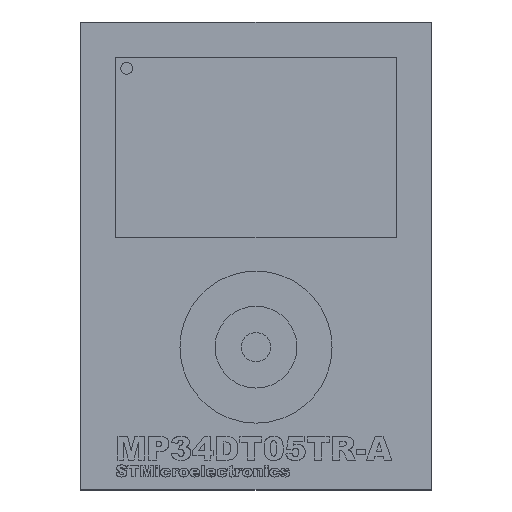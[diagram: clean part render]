
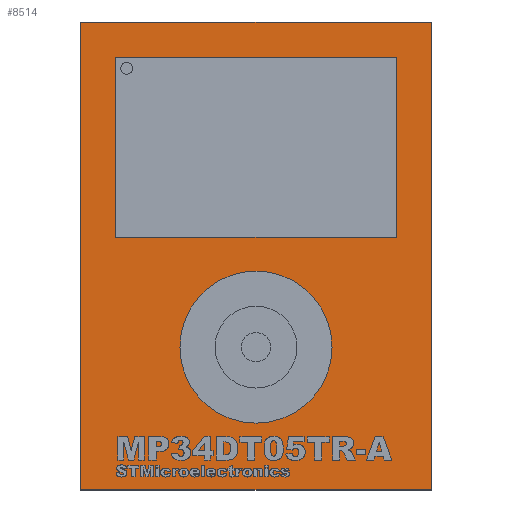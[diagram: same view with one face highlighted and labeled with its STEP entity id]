
A CAD part, top view. The second image highlights one B-rep face of the part: STEP entity #8514.
In plain terms, the highlighted planar face has unit normal (0, 0, 1).
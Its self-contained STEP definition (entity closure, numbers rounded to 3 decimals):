
#595=LINE('',#10961,#1423);
#599=LINE('',#10969,#1427);
#602=LINE('',#10975,#1430);
#605=LINE('',#10980,#1433);
#607=LINE('',#10997,#1435);
#608=LINE('',#10999,#1436);
#609=LINE('',#11001,#1437);
#610=LINE('',#11002,#1438);
#1423=VECTOR('',#9469,10.);
#1427=VECTOR('',#9475,10.);
#1430=VECTOR('',#9480,10.);
#1433=VECTOR('',#9485,10.);
#1435=VECTOR('',#9505,10.);
#1436=VECTOR('',#9506,10.);
#1437=VECTOR('',#9507,10.);
#1438=VECTOR('',#9508,10.);
#2258=PLANE('',#9136);
#2554=FACE_BOUND('',#3078,.T.);
#2555=FACE_BOUND('',#3079,.T.);
#2590=FACE_OUTER_BOUND('',#3077,.T.);
#3077=EDGE_LOOP('',(#5616,#5617,#5618,#5619));
#3078=EDGE_LOOP('',(#5620,#5621,#5622,#5623));
#3079=EDGE_LOOP('',(#5624));
#3579=CIRCLE('',#9134,0.65);
#3592=VERTEX_POINT('',#10959);
#3593=VERTEX_POINT('',#10960);
#3596=VERTEX_POINT('',#10968);
#3598=VERTEX_POINT('',#10974);
#3603=VERTEX_POINT('',#10991);
#3604=VERTEX_POINT('',#10995);
#3605=VERTEX_POINT('',#10996);
#3606=VERTEX_POINT('',#10998);
#3607=VERTEX_POINT('',#11000);
#4392=EDGE_CURVE('',#3592,#3593,#595,.T.);
#4396=EDGE_CURVE('',#3596,#3592,#599,.T.);
#4399=EDGE_CURVE('',#3598,#3596,#602,.T.);
#4402=EDGE_CURVE('',#3593,#3598,#605,.T.);
#4407=EDGE_CURVE('',#3603,#3603,#3579,.T.);
#4408=EDGE_CURVE('',#3604,#3605,#607,.T.);
#4409=EDGE_CURVE('',#3605,#3606,#608,.T.);
#4410=EDGE_CURVE('',#3606,#3607,#609,.T.);
#4411=EDGE_CURVE('',#3607,#3604,#610,.T.);
#5616=ORIENTED_EDGE('',*,*,#4408,.T.);
#5617=ORIENTED_EDGE('',*,*,#4409,.T.);
#5618=ORIENTED_EDGE('',*,*,#4410,.T.);
#5619=ORIENTED_EDGE('',*,*,#4411,.T.);
#5620=ORIENTED_EDGE('',*,*,#4392,.T.);
#5621=ORIENTED_EDGE('',*,*,#4402,.T.);
#5622=ORIENTED_EDGE('',*,*,#4399,.T.);
#5623=ORIENTED_EDGE('',*,*,#4396,.T.);
#5624=ORIENTED_EDGE('',*,*,#4407,.T.);
#8514=ADVANCED_FACE('',(#2590,#2554,#2555),#2258,.T.);
#9134=AXIS2_PLACEMENT_3D('',#10992,#9499,#9500);
#9136=AXIS2_PLACEMENT_3D('',#10994,#9503,#9504);
#9469=DIRECTION('',(-1.,0.,0.));
#9475=DIRECTION('',(0.,-1.,0.));
#9480=DIRECTION('',(1.,0.,0.));
#9485=DIRECTION('',(0.,1.,0.));
#9499=DIRECTION('center_axis',(0.,0.,-1.));
#9500=DIRECTION('ref_axis',(-1.,0.,0.));
#9503=DIRECTION('center_axis',(0.,0.,1.));
#9504=DIRECTION('ref_axis',(1.,0.,0.));
#9505=DIRECTION('',(-1.,0.,0.));
#9506=DIRECTION('',(0.,-1.,0.));
#9507=DIRECTION('',(1.,0.,0.));
#9508=DIRECTION('',(0.,1.,0.));
#10959=CARTESIAN_POINT('',(1.2,0.161,1.09));
#10960=CARTESIAN_POINT('',(-1.2,0.161,1.09));
#10961=CARTESIAN_POINT('',(0.6,0.161,1.09));
#10968=CARTESIAN_POINT('',(1.2,1.7,1.09));
#10969=CARTESIAN_POINT('',(1.2,0.85,1.09));
#10974=CARTESIAN_POINT('',(-1.2,1.7,1.09));
#10975=CARTESIAN_POINT('',(-0.6,1.7,1.09));
#10980=CARTESIAN_POINT('',(-1.2,0.08,1.09));
#10991=CARTESIAN_POINT('',(0.65,-0.78,1.09));
#10992=CARTESIAN_POINT('Origin',(0.,-0.78,1.09));
#10994=CARTESIAN_POINT('Origin',(0.,0.,1.09));
#10995=CARTESIAN_POINT('',(1.5,2.,1.09));
#10996=CARTESIAN_POINT('',(-1.5,2.,1.09));
#10997=CARTESIAN_POINT('',(1.5,2.,1.09));
#10998=CARTESIAN_POINT('',(-1.5,-2.,1.09));
#10999=CARTESIAN_POINT('',(-1.5,2.,1.09));
#11000=CARTESIAN_POINT('',(1.5,-2.,1.09));
#11001=CARTESIAN_POINT('',(-1.5,-2.,1.09));
#11002=CARTESIAN_POINT('',(1.5,-2.,1.09));
